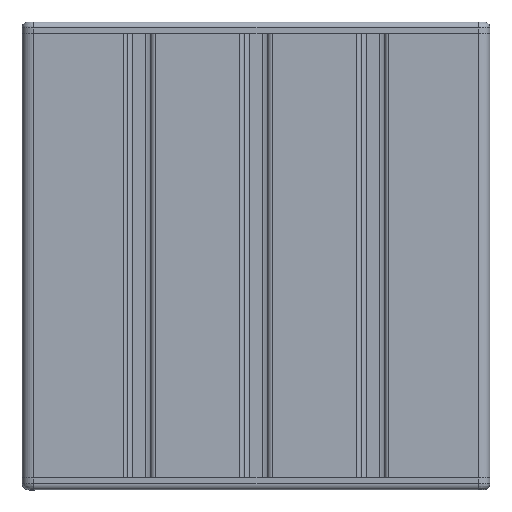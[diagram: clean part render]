
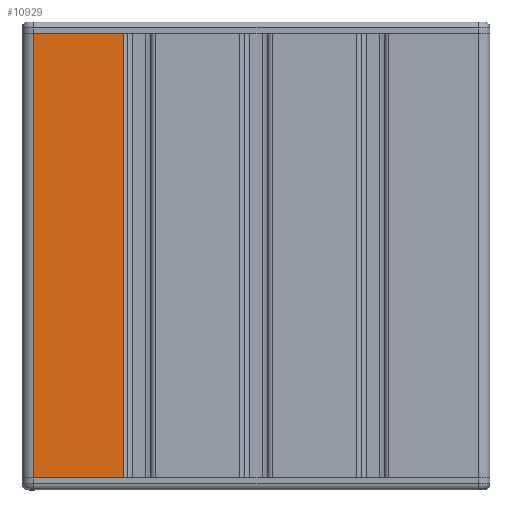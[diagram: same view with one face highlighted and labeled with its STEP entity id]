
A CAD part, top view. The second image highlights one B-rep face of the part: STEP entity #10929.
In plain terms, the highlighted face is planar.
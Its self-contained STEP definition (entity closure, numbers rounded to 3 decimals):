
#433=PLANE('',#11961);
#759=FACE_OUTER_BOUND('',#1349,.T.);
#1349=EDGE_LOOP('',(#7787,#7788,#7789,#7790));
#2035=LINE('',#17243,#2891);
#2134=LINE('',#17604,#2990);
#2135=LINE('',#17607,#2991);
#2136=LINE('',#17608,#2992);
#2891=VECTOR('',#13350,10.);
#2990=VECTOR('',#13697,10.);
#2991=VECTOR('',#13700,10.);
#2992=VECTOR('',#13701,10.);
#4606=VERTEX_POINT('',#17240);
#4607=VERTEX_POINT('',#17242);
#4745=VERTEX_POINT('',#17602);
#4746=VERTEX_POINT('',#17606);
#5765=EDGE_CURVE('',#4606,#4607,#2035,.T.);
#5948=EDGE_CURVE('',#4745,#4606,#2134,.T.);
#5949=EDGE_CURVE('',#4746,#4745,#2135,.T.);
#5950=EDGE_CURVE('',#4746,#4607,#2136,.T.);
#7787=ORIENTED_EDGE('',*,*,#5948,.F.);
#7788=ORIENTED_EDGE('',*,*,#5949,.F.);
#7789=ORIENTED_EDGE('',*,*,#5950,.T.);
#7790=ORIENTED_EDGE('',*,*,#5765,.F.);
#10929=ADVANCED_FACE('',(#759),#433,.T.);
#11961=AXIS2_PLACEMENT_3D('',#17605,#13698,#13699);
#13350=DIRECTION('',(-1.,0.,0.));
#13697=DIRECTION('',(0.,0.,-1.));
#13698=DIRECTION('center_axis',(0.,-1.,0.));
#13699=DIRECTION('ref_axis',(1.,0.,0.));
#13700=DIRECTION('',(1.,0.,0.));
#13701=DIRECTION('',(0.,0.,-1.));
#17240=CARTESIAN_POINT('',(-45.5,-14.,-76.));
#17242=CARTESIAN_POINT('',(-76.,-14.,-76.));
#17243=CARTESIAN_POINT('',(-45.5,-14.,-76.));
#17602=CARTESIAN_POINT('',(-45.5,-14.,76.));
#17604=CARTESIAN_POINT('',(-45.5,-14.,0.));
#17605=CARTESIAN_POINT('Origin',(-76.,-14.,0.));
#17606=CARTESIAN_POINT('',(-76.,-14.,76.));
#17607=CARTESIAN_POINT('',(-45.5,-14.,76.));
#17608=CARTESIAN_POINT('',(-76.,-14.,0.));
